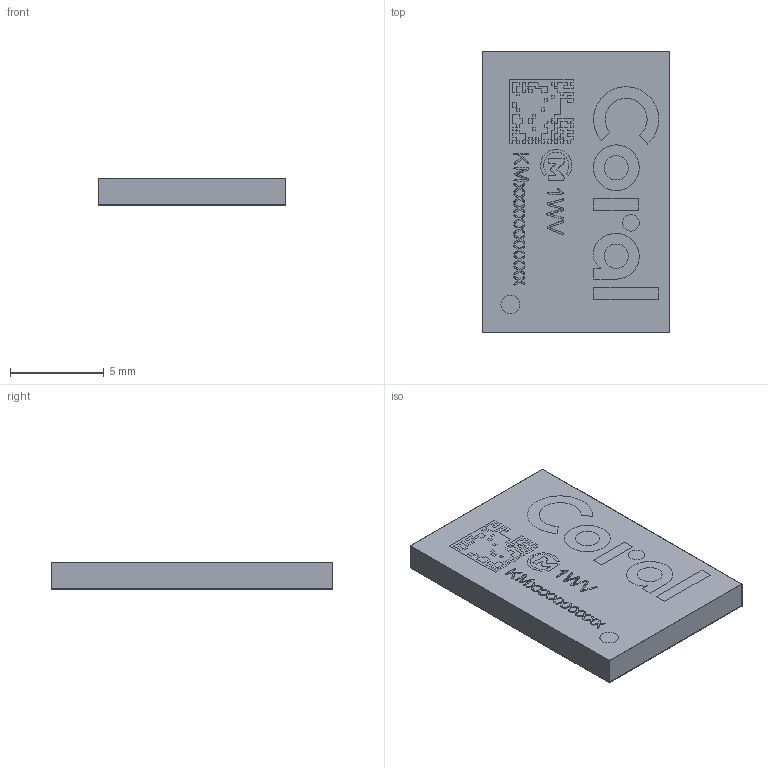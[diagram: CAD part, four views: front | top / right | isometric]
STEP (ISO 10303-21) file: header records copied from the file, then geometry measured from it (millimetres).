
FILE_DESCRIPTION(('FreeCAD Model'),'2;1');
FILE_NAME('_0191204_P2ML8200_Type1WV_3D_simple_w_etchings_cp.step','2019-12-08T15:35:39',('kicad StepUp'),('ksu MCAD'), 'Open CASCADE STEP processor 7.2','FreeCAD','Unknown');
FILE_SCHEMA(('AUTOMOTIVE_DESIGN { 1 0 10303 214 1 1 1 1 }'));
Length unit declared in the file: millimetre
Products named in the file (1): _0191204_P2ML8200_Type1WV_3D_simple_w_etchings_cp
Bounding box: 10.02 x 15.02 x 1.45 mm (x, y, z)
Volume: 6 mm3; surface area: 671.7 mm2
Topology: 3 solids, 3 shells, 1269 faces, 4944 edges, 3726 vertices
Faces by surface type: cylinder 721, plane 548
Entity records: 63970 total; most frequent: CARTESIAN_POINT 10062, ORIENTED_EDGE 9888, DIRECTION 9647, EDGE_CURVE 4944, VERTEX_POINT 3726, AXIS2_PLACEMENT_3D 3442, LINE 2763, VECTOR 2763
